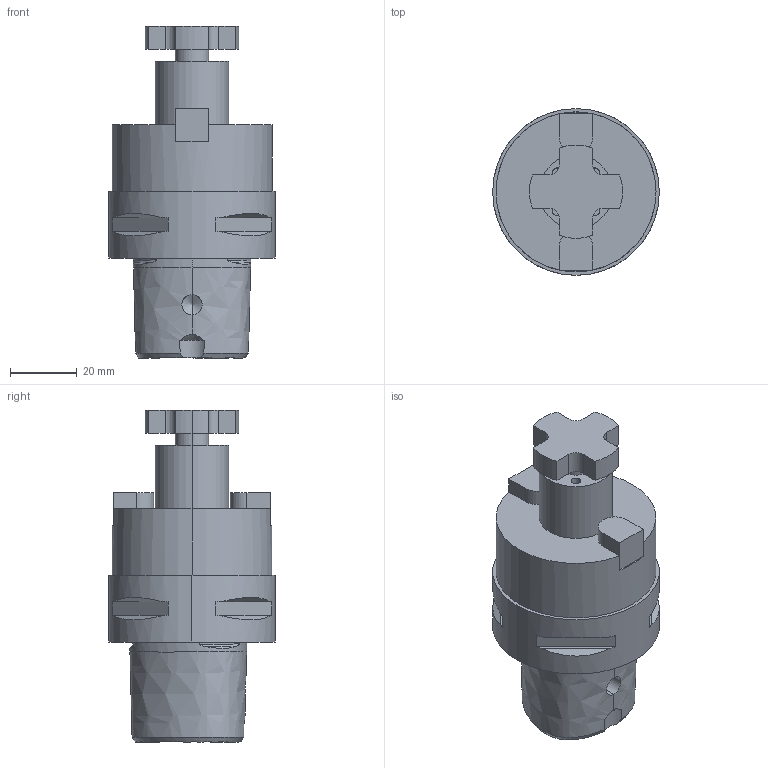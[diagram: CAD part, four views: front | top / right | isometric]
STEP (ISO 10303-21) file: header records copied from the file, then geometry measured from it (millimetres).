
FILE_DESCRIPTION (( 'STEP AP203' ), '1' );
FILE_NAME ('STP-142.157.22.040.STEP', '2020-06-01T09:18:57', ( '' ), ( '' ), 'SwSTEP 2.0', 'SolidWorks 2017', '' );
FILE_SCHEMA (( 'CONFIG_CONTROL_DESIGN' ));
Length unit declared in the file: millimetre
Products named in the file (1): STP-142.157.22.040
Bounding box: 50 x 50 x 99.6 mm (x, y, z)
Volume: 97911.2 mm3; surface area: 21611.6 mm2
Topology: 1 solids, 1 shells, 154 faces, 393 edges, 251 vertices
Faces by surface type: plane 63, cylinder 60, cone 16, torus 9, bspline 6
Entity records: 7419 total; most frequent: CARTESIAN_POINT 3687, ORIENTED_EDGE 782, DIRECTION 737, EDGE_CURVE 391, AXIS2_PLACEMENT_3D 290, VERTEX_POINT 251, EDGE_LOOP 176, VECTOR 157
